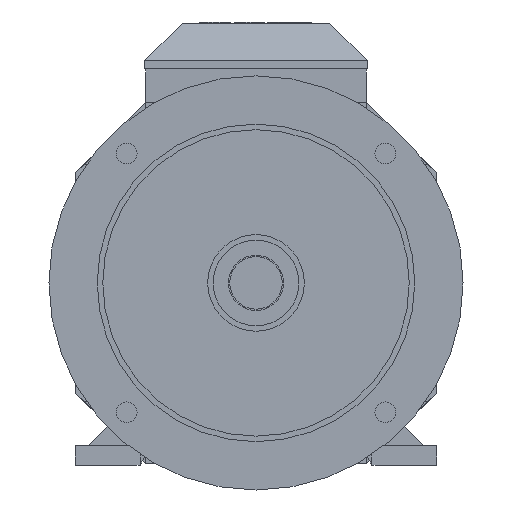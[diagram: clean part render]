
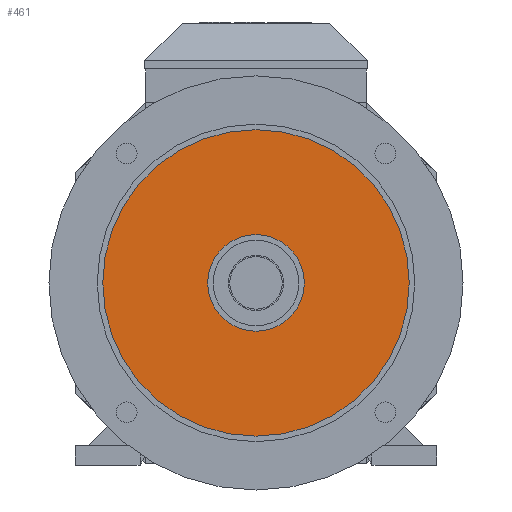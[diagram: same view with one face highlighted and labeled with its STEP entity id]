
A CAD part, front view. The second image highlights one B-rep face of the part: STEP entity #461.
In plain terms, the highlighted planar face has unit normal (0, -1, 0).
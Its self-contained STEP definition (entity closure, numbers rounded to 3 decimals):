
#93=FACE_BOUND('',#949,.T.);
#94=FACE_BOUND('',#950,.T.);
#248=PLANE('',#4178);
#461=ADVANCED_FACE('',(#93,#94),#248,.T.);
#949=EDGE_LOOP('',(#1929,#1930));
#950=EDGE_LOOP('',(#1931,#1932));
#1038=CIRCLE('',#3938,111.);
#1041=CIRCLE('',#3942,35.);
#1121=CIRCLE('',#4173,35.);
#1123=CIRCLE('',#4177,111.);
#1929=ORIENTED_EDGE('',*,*,#2595,.T.);
#1930=ORIENTED_EDGE('',*,*,#3024,.T.);
#1931=ORIENTED_EDGE('',*,*,#3022,.T.);
#1932=ORIENTED_EDGE('',*,*,#2601,.T.);
#2239=VERTEX_POINT('',#5346);
#2240=VERTEX_POINT('',#5348);
#2242=VERTEX_POINT('',#5354);
#2245=VERTEX_POINT('',#5359);
#2595=EDGE_CURVE('',#2240,#2239,#1038,.T.);
#2601=EDGE_CURVE('',#2242,#2245,#1041,.T.);
#3022=EDGE_CURVE('',#2245,#2242,#1121,.T.);
#3024=EDGE_CURVE('',#2239,#2240,#1123,.T.);
#3938=AXIS2_PLACEMENT_3D('',#5347,#4295,#4296);
#3942=AXIS2_PLACEMENT_3D('',#5360,#4306,#4307);
#4173=AXIS2_PLACEMENT_3D('',#6345,#5089,#5090);
#4177=AXIS2_PLACEMENT_3D('',#6349,#5097,#5098);
#4178=AXIS2_PLACEMENT_3D('',#6350,#5099,#5100);
#4295=DIRECTION('',(0.,-1.,0.));
#4296=DIRECTION('',(-1.,0.,0.));
#4306=DIRECTION('',(0.,1.,0.));
#4307=DIRECTION('',(-1.,0.,0.));
#5089=DIRECTION('',(0.,1.,0.));
#5090=DIRECTION('',(-1.,0.,0.));
#5097=DIRECTION('',(0.,-1.,0.));
#5098=DIRECTION('',(-1.,0.,0.));
#5099=DIRECTION('',(0.,-1.,0.));
#5100=DIRECTION('',(0.,0.,1.));
#5346=CARTESIAN_POINT('',(-111.,-409.,0.));
#5347=CARTESIAN_POINT('',(0.,-409.,0.));
#5348=CARTESIAN_POINT('',(111.,-409.,0.));
#5354=CARTESIAN_POINT('',(-35.,-409.,0.));
#5359=CARTESIAN_POINT('',(35.,-409.,0.));
#5360=CARTESIAN_POINT('',(0.,-409.,0.));
#6345=CARTESIAN_POINT('',(0.,-409.,0.));
#6349=CARTESIAN_POINT('',(0.,-409.,0.));
#6350=CARTESIAN_POINT('',(0.,-409.,0.));
